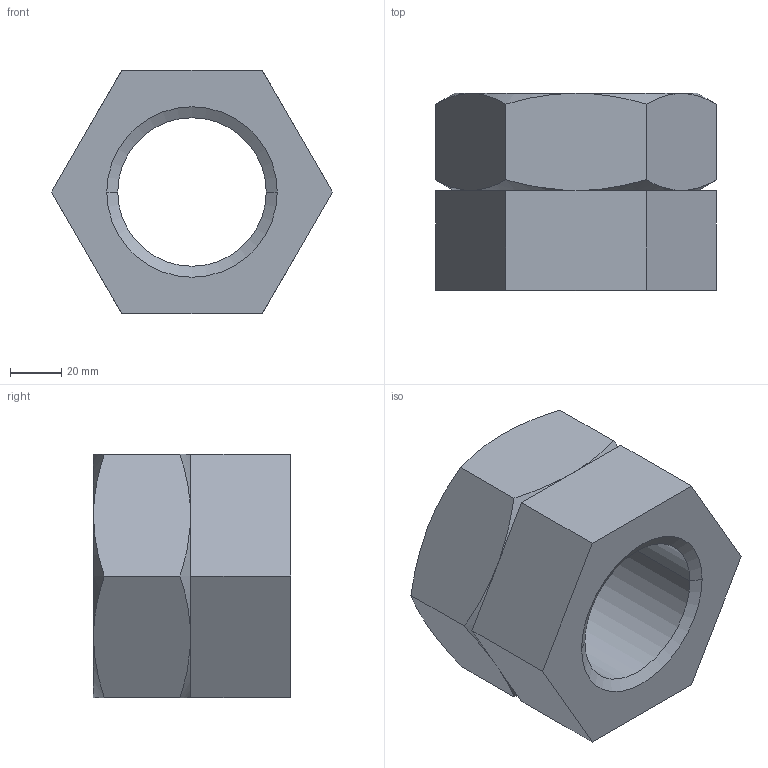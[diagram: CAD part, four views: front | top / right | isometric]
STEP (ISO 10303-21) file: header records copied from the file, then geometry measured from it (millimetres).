
FILE_DESCRIPTION((''),'2;1');
FILE_NAME('0RBSC064_____0','2019-10-29T14:06:58',('kim.bk'),(''),'CREO PARAMETRIC BY PTC INC, 2019010','CREO PARAMETRIC BY PTC INC, 2019010','');
FILE_SCHEMA(('CONFIG_CONTROL_DESIGN'));
Length unit declared in the file: millimetre
Products named in the file (1): 0RBSC064_____0
Bounding box: 109.7 x 77 x 95 mm (x, y, z)
Volume: 393901.3 mm3; surface area: 67151.5 mm2
Topology: 2 solids, 2 shells, 323 faces, 890 edges, 590 vertices
Faces by surface type: plane 299, cone 20, cylinder 4
Entity records: 10204 total; most frequent: CARTESIAN_POINT 1935, ORIENTED_EDGE 1780, DIRECTION 1544, EDGE_CURVE 890, VECTOR 834, LINE 834, VERTEX_POINT 590, AXIS2_PLACEMENT_3D 355
